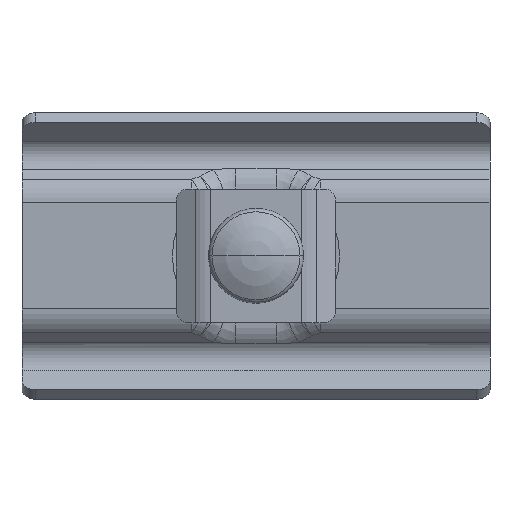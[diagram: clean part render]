
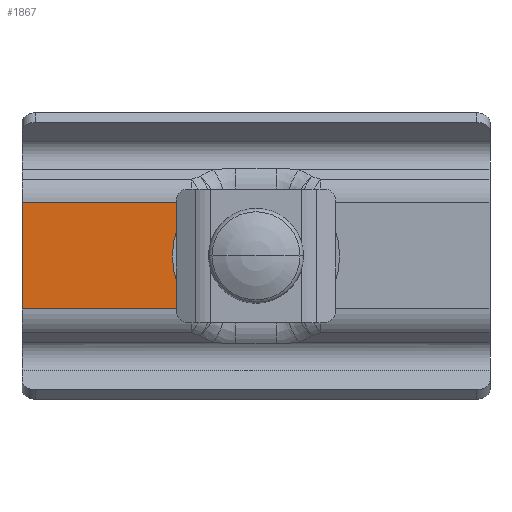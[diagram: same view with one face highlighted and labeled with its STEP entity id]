
A CAD part, top view. The second image highlights one B-rep face of the part: STEP entity #1867.
In plain terms, the highlighted face is planar.
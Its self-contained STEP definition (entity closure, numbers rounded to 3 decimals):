
#193=DIRECTION('',(0.,0.,1.));
#194=VECTOR('',#193,25.337);
#195=CARTESIAN_POINT('',(-7.929,0.,-35.));
#196=LINE('',#195,#194);
#224=CARTESIAN_POINT('',(0.,0.,0.));
#225=DIRECTION('',(0.,1.,0.));
#226=DIRECTION('',(0.634,0.,-0.773));
#227=AXIS2_PLACEMENT_3D('',#224,#225,#226);
#258=DIRECTION('',(0.,0.,1.));
#259=VECTOR('',#258,25.337);
#260=CARTESIAN_POINT('',(7.929,0.,-35.));
#261=LINE('',#260,#259);
#603=DIRECTION('',(1.,0.,0.));
#604=VECTOR('',#603,15.858);
#605=CARTESIAN_POINT('',(-7.929,0.,-35.));
#606=LINE('',#605,#604);
#1252=CARTESIAN_POINT('',(-7.929,0.,-35.));
#1253=CARTESIAN_POINT('',(7.929,0.,-35.));
#1254=VERTEX_POINT('',#1252);
#1255=VERTEX_POINT('',#1253);
#1373=CARTESIAN_POINT('',(-7.929,0.,-9.663));
#1374=VERTEX_POINT('',#1373);
#1375=CARTESIAN_POINT('',(7.929,0.,-9.663));
#1376=VERTEX_POINT('',#1375);
#1853=CARTESIAN_POINT('',(-10.,0.,-35.));
#1854=DIRECTION('',(0.,-1.,0.));
#1855=DIRECTION('',(1.,0.,0.));
#1856=AXIS2_PLACEMENT_3D('',#1853,#1854,#1855);
#1857=PLANE('',#1856);
#1859=ORIENTED_EDGE('',*,*,#1858,.F.);
#1861=ORIENTED_EDGE('',*,*,#1860,.F.);
#1863=ORIENTED_EDGE('',*,*,#1862,.F.);
#1864=ORIENTED_EDGE('',*,*,#1828,.T.);
#1865=EDGE_LOOP('',(#1859,#1861,#1863,#1864));
#1866=FACE_OUTER_BOUND('',#1865,.F.);
#1867=ADVANCED_FACE('',(#1866),#1857,.T.);
#228=CIRCLE('',#227,12.5);
#1828=EDGE_CURVE('',#1254,#1374,#196,.T.);
#1858=EDGE_CURVE('',#1376,#1374,#228,.T.);
#1860=EDGE_CURVE('',#1255,#1376,#261,.T.);
#1862=EDGE_CURVE('',#1254,#1255,#606,.T.);
